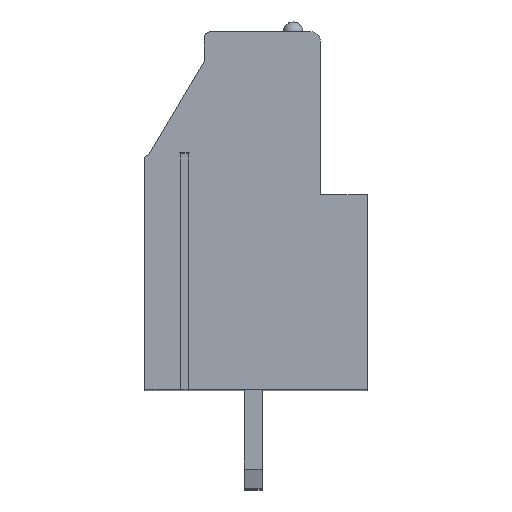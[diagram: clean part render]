
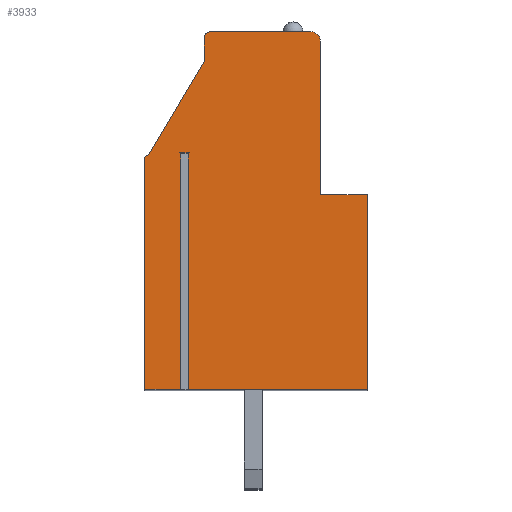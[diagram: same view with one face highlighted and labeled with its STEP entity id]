
A CAD part, top view. The second image highlights one B-rep face of the part: STEP entity #3933.
In plain terms, the highlighted planar face has unit normal (0, 0, 1).
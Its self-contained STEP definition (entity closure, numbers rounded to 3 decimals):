
#30=DIRECTION('',(-1.,0.,0.));
#31=VECTOR('',#30,0.38);
#32=CARTESIAN_POINT('',(-3.27,4.204,33.02));
#33=LINE('',#32,#31);
#34=DIRECTION('',(0.,1.,0.));
#35=VECTOR('',#34,11.9);
#36=CARTESIAN_POINT('',(-3.65,-7.696,33.02));
#37=LINE('',#36,#35);
#38=DIRECTION('',(1.,0.,0.));
#39=VECTOR('',#38,1.81);
#40=CARTESIAN_POINT('',(-5.46,-7.696,33.02));
#41=LINE('',#40,#39);
#42=DIRECTION('',(0.,-1.,0.));
#43=VECTOR('',#42,11.6);
#44=CARTESIAN_POINT('',(-5.46,3.904,33.02));
#45=LINE('',#44,#43);
#46=CARTESIAN_POINT('',(-5.26,3.904,33.02));
#47=DIRECTION('',(0.,0.,1.));
#48=DIRECTION('',(0.,1.,0.));
#49=AXIS2_PLACEMENT_3D('',#46,#47,#48);
#51=DIRECTION('',(-0.512,-0.859,0.));
#52=VECTOR('',#51,5.471);
#53=CARTESIAN_POINT('',(-2.46,8.804,33.02));
#54=LINE('',#53,#52);
#55=DIRECTION('',(0.,-1.,0.));
#56=VECTOR('',#55,1.2);
#57=CARTESIAN_POINT('',(-2.46,10.004,33.02));
#58=LINE('',#57,#56);
#59=CARTESIAN_POINT('',(-2.16,10.004,33.02));
#60=DIRECTION('',(0.,0.,1.));
#61=DIRECTION('',(0.,1.,0.));
#62=AXIS2_PLACEMENT_3D('',#59,#60,#61);
#64=DIRECTION('',(-1.,0.,0.));
#65=VECTOR('',#64,5.05);
#66=CARTESIAN_POINT('',(2.89,10.304,33.02));
#67=LINE('',#66,#65);
#68=CARTESIAN_POINT('',(2.89,9.804,33.02));
#69=DIRECTION('',(0.,0.,1.));
#70=DIRECTION('',(1.,0.,0.));
#71=AXIS2_PLACEMENT_3D('',#68,#69,#70);
#73=DIRECTION('',(0.,1.,0.));
#74=VECTOR('',#73,7.7);
#75=CARTESIAN_POINT('',(3.39,2.104,33.02));
#76=LINE('',#75,#74);
#77=DIRECTION('',(-1.,0.,0.));
#78=VECTOR('',#77,2.35);
#79=CARTESIAN_POINT('',(5.74,2.104,33.02));
#80=LINE('',#79,#78);
#81=DIRECTION('',(0.,1.,0.));
#82=VECTOR('',#81,9.8);
#83=CARTESIAN_POINT('',(5.74,-7.696,33.02));
#84=LINE('',#83,#82);
#85=DIRECTION('',(1.,0.,0.));
#86=VECTOR('',#85,9.01);
#87=CARTESIAN_POINT('',(-3.27,-7.696,33.02));
#88=LINE('',#87,#86);
#89=DIRECTION('',(0.,1.,0.));
#90=VECTOR('',#89,11.9);
#91=CARTESIAN_POINT('',(-3.27,-7.696,33.02));
#92=LINE('',#91,#90);
#3014=CARTESIAN_POINT('',(5.74,-7.696,33.02));
#3015=CARTESIAN_POINT('',(5.74,2.104,33.02));
#3016=VERTEX_POINT('',#3014);
#3017=VERTEX_POINT('',#3015);
#3018=CARTESIAN_POINT('',(3.39,2.104,33.02));
#3019=VERTEX_POINT('',#3018);
#3020=CARTESIAN_POINT('',(3.39,9.804,33.02));
#3021=VERTEX_POINT('',#3020);
#3022=CARTESIAN_POINT('',(2.89,10.304,33.02));
#3023=VERTEX_POINT('',#3022);
#3024=CARTESIAN_POINT('',(-2.16,10.304,33.02));
#3025=VERTEX_POINT('',#3024);
#3026=CARTESIAN_POINT('',(-2.46,10.004,33.02));
#3027=VERTEX_POINT('',#3026);
#3028=CARTESIAN_POINT('',(-2.46,8.804,33.02));
#3029=VERTEX_POINT('',#3028);
#3030=CARTESIAN_POINT('',(-5.26,4.104,33.02));
#3031=VERTEX_POINT('',#3030);
#3032=CARTESIAN_POINT('',(-5.46,3.904,33.02));
#3033=VERTEX_POINT('',#3032);
#3034=CARTESIAN_POINT('',(-5.46,-7.696,33.02));
#3035=VERTEX_POINT('',#3034);
#3116=CARTESIAN_POINT('',(-3.27,4.204,33.02));
#3117=CARTESIAN_POINT('',(-3.65,4.204,33.02));
#3118=VERTEX_POINT('',#3116);
#3119=VERTEX_POINT('',#3117);
#3120=CARTESIAN_POINT('',(-3.27,-7.696,33.02));
#3121=VERTEX_POINT('',#3120);
#3122=CARTESIAN_POINT('',(-3.65,-7.696,33.02));
#3123=VERTEX_POINT('',#3122);
#3896=CARTESIAN_POINT('',(0.,0.,33.02));
#3897=DIRECTION('',(0.,0.,1.));
#3898=DIRECTION('',(1.,0.,0.));
#3899=AXIS2_PLACEMENT_3D('',#3896,#3897,#3898);
#3900=PLANE('',#3899);
#3902=ORIENTED_EDGE('',*,*,#3901,.T.);
#3904=ORIENTED_EDGE('',*,*,#3903,.F.);
#3906=ORIENTED_EDGE('',*,*,#3905,.F.);
#3908=ORIENTED_EDGE('',*,*,#3907,.F.);
#3910=ORIENTED_EDGE('',*,*,#3909,.F.);
#3912=ORIENTED_EDGE('',*,*,#3911,.F.);
#3914=ORIENTED_EDGE('',*,*,#3913,.F.);
#3916=ORIENTED_EDGE('',*,*,#3915,.F.);
#3918=ORIENTED_EDGE('',*,*,#3917,.F.);
#3920=ORIENTED_EDGE('',*,*,#3919,.F.);
#3922=ORIENTED_EDGE('',*,*,#3921,.F.);
#3924=ORIENTED_EDGE('',*,*,#3923,.F.);
#3926=ORIENTED_EDGE('',*,*,#3925,.F.);
#3928=ORIENTED_EDGE('',*,*,#3927,.F.);
#3930=ORIENTED_EDGE('',*,*,#3929,.T.);
#3931=EDGE_LOOP('',(#3902,#3904,#3906,#3908,#3910,#3912,#3914,#3916,#3918,#3920,
#3922,#3924,#3926,#3928,#3930));
#3932=FACE_OUTER_BOUND('',#3931,.F.);
#50=CIRCLE('',#49,0.2);
#63=CIRCLE('',#62,0.3);
#72=CIRCLE('',#71,0.5);
#3901=EDGE_CURVE('',#3118,#3119,#33,.T.);
#3903=EDGE_CURVE('',#3123,#3119,#37,.T.);
#3905=EDGE_CURVE('',#3035,#3123,#41,.T.);
#3907=EDGE_CURVE('',#3033,#3035,#45,.T.);
#3909=EDGE_CURVE('',#3031,#3033,#50,.T.);
#3911=EDGE_CURVE('',#3029,#3031,#54,.T.);
#3913=EDGE_CURVE('',#3027,#3029,#58,.T.);
#3915=EDGE_CURVE('',#3025,#3027,#63,.T.);
#3917=EDGE_CURVE('',#3023,#3025,#67,.T.);
#3919=EDGE_CURVE('',#3021,#3023,#72,.T.);
#3921=EDGE_CURVE('',#3019,#3021,#76,.T.);
#3923=EDGE_CURVE('',#3017,#3019,#80,.T.);
#3925=EDGE_CURVE('',#3016,#3017,#84,.T.);
#3927=EDGE_CURVE('',#3121,#3016,#88,.T.);
#3929=EDGE_CURVE('',#3121,#3118,#92,.T.);
#3933=ADVANCED_FACE('',(#3932),#3900,.T.);
